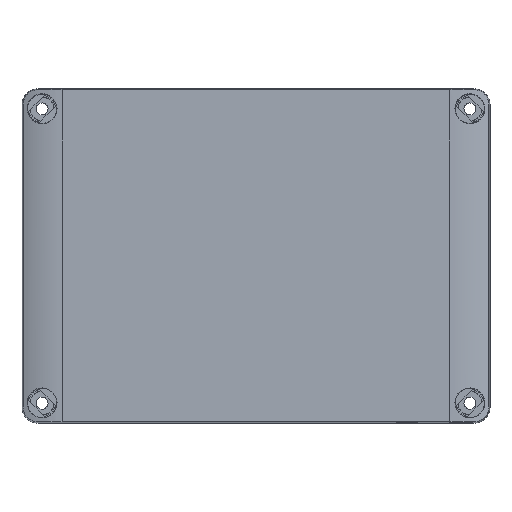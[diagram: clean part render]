
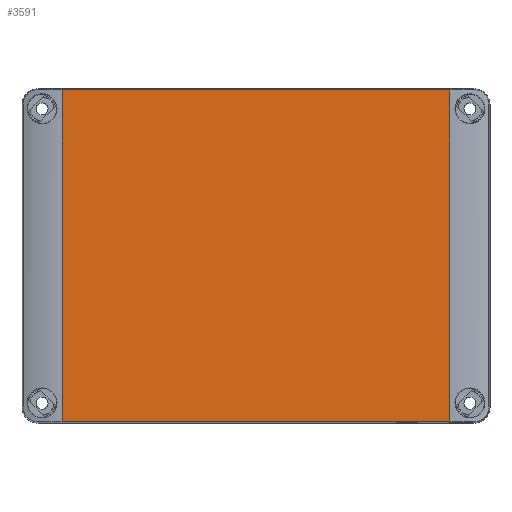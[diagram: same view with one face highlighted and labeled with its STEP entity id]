
A CAD part, top view. The second image highlights one B-rep face of the part: STEP entity #3591.
In plain terms, the highlighted planar face has unit normal (0, 0, 1).
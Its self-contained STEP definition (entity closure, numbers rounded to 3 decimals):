
#215=DIRECTION('',(1.,0.,0.));
#216=VECTOR('',#215,145.);
#217=CARTESIAN_POINT('',(-72.5,-62.064,25.));
#218=LINE('',#217,#216);
#375=DIRECTION('',(0.,1.,0.));
#376=VECTOR('',#375,124.127);
#377=CARTESIAN_POINT('',(72.5,-62.064,25.));
#378=LINE('',#377,#376);
#471=DIRECTION('',(1.,0.,0.));
#472=VECTOR('',#471,145.);
#473=CARTESIAN_POINT('',(-72.5,62.064,25.));
#474=LINE('',#473,#472);
#484=DIRECTION('',(0.,1.,0.));
#485=VECTOR('',#484,124.127);
#486=CARTESIAN_POINT('',(-72.5,-62.064,25.));
#487=LINE('',#486,#485);
#3113=CARTESIAN_POINT('',(-72.5,-62.064,25.));
#3114=CARTESIAN_POINT('',(72.5,-62.064,25.));
#3115=VERTEX_POINT('',#3113);
#3116=VERTEX_POINT('',#3114);
#3117=CARTESIAN_POINT('',(-72.5,62.064,25.));
#3118=CARTESIAN_POINT('',(72.5,62.064,25.));
#3119=VERTEX_POINT('',#3117);
#3120=VERTEX_POINT('',#3118);
#3579=CARTESIAN_POINT('',(-72.5,-62.5,25.));
#3580=DIRECTION('',(0.,0.,1.));
#3581=DIRECTION('',(1.,0.,0.));
#3582=AXIS2_PLACEMENT_3D('',#3579,#3580,#3581);
#3583=PLANE('',#3582);
#3584=ORIENTED_EDGE('',*,*,#3448,.F.);
#3586=ORIENTED_EDGE('',*,*,#3585,.T.);
#3587=ORIENTED_EDGE('',*,*,#3568,.T.);
#3588=ORIENTED_EDGE('',*,*,#3527,.F.);
#3589=EDGE_LOOP('',(#3584,#3586,#3587,#3588));
#3590=FACE_OUTER_BOUND('',#3589,.F.);
#3591=ADVANCED_FACE('',(#3590),#3583,.T.);
#3448=EDGE_CURVE('',#3115,#3116,#218,.T.);
#3527=EDGE_CURVE('',#3116,#3120,#378,.T.);
#3568=EDGE_CURVE('',#3119,#3120,#474,.T.);
#3585=EDGE_CURVE('',#3115,#3119,#487,.T.);
